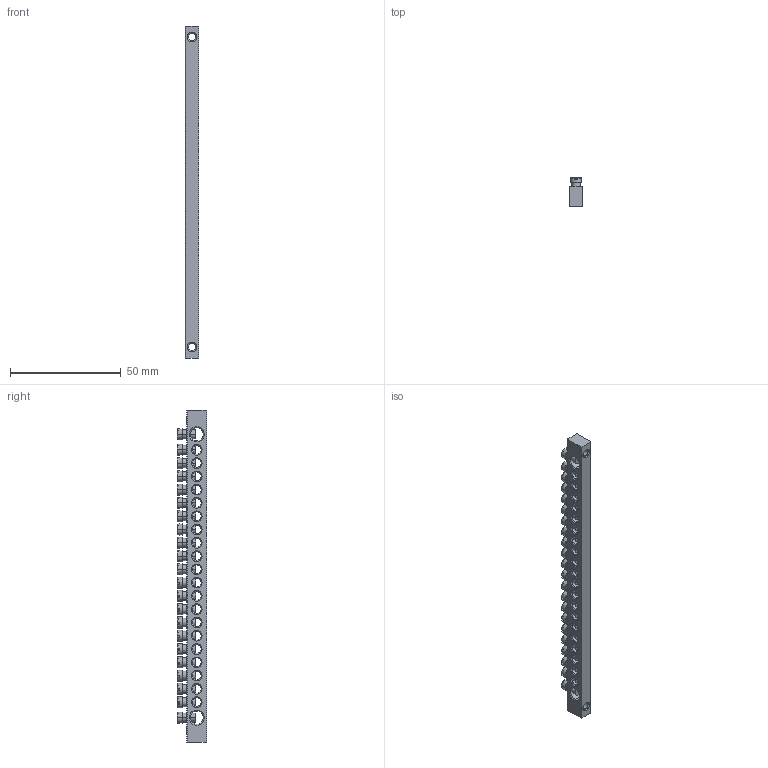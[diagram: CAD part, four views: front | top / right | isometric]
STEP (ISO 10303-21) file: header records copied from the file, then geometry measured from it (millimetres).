
FILE_DESCRIPTION (( 'STEP AP214' ), '1' );
FILE_NAME ('YNN11-22-100 Øèíà PEN çåìëÿ-íîëü 6õ9ìì 22_2 (22ãðóïïû_êðåï ïî êðàÿì) ÈÝÊ.STEP', '2016-08-24T13:22:21', ( 'user' ), ( '' ), 'SwSTEP 2.0', 'SolidWorks 2014', '' );
FILE_SCHEMA (( 'AUTOMOTIVE_DESIGN' ));
Length unit declared in the file: millimetre
Products named in the file (3): Øèíà ÂõÍ n-2_6å9 22-2; YNN11-22-100 Øèíà PEN çåìëÿ-íîëü 6õ9ìì 22_2 (22ãðóïïû_êðåï ïî êðàÿì) ÈÝÊ; Âèíò_Œ4
Assembly tree (23 placements, depth 2):
  YNN11-22-100 Øèíà PEN çåìëÿ-íîëü 6õ9ìì 22_2 (22ãðóïïû_êðåï ïî êðàÿì) ÈÝÊ
    Øèíà ÂõÍ n-2_6å9 22-2
    Âèíò_Œ4  x22
Bounding box: 6 x 13.3 x 150 mm (x, y, z)
Volume: 7911 mm3; surface area: 9512.5 mm2
Topology: 23 solids, 23 shells, 1118 faces, 3014 edges, 1942 vertices
Faces by surface type: plane 692, cone 246, cylinder 180
Entity records: 10291 total; most frequent: CARTESIAN_POINT 2653, DIRECTION 1543, ORIENTED_EDGE 1362, EDGE_CURVE 681, AXIS2_PLACEMENT_3D 617, VERTEX_POINT 409, EDGE_LOOP 372, CIRCLE 313
